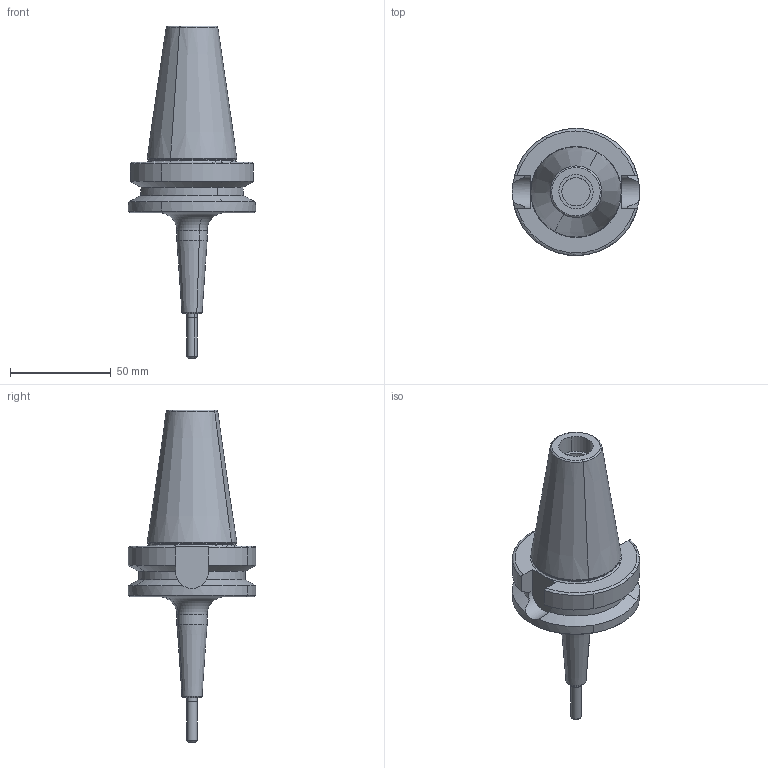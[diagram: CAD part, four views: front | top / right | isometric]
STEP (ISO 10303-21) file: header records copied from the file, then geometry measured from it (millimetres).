
FILE_DESCRIPTION(('Open CASCADE Model'),'2;1');
FILE_NAME('Open CASCADE Shape Model','2021-06-28T09:57:01',('Author'),( 'Open CASCADE'),'Open CASCADE STEP processor 7.5','Open CASCADE 7.5' ,'Unknown');
FILE_SCHEMA(('AUTOMOTIVE_DESIGN { 1 0 10303 214 1 1 1 1 }'));
Length unit declared in the file: millimetre
Products named in the file (3): Open CASCADE STEP translator 7.5 28; Open CASCADE STEP translator 7.5 28.1; 5620054-L.stp
Assembly tree (2 placements, depth 2):
  Open CASCADE STEP translator 7.5 28
    Open CASCADE STEP translator 7.5 28.1
    5620054-L.stp
Bounding box: 63 x 63 x 164.4 mm (x, y, z)
Volume: 135574.8 mm3; surface area: 23483.8 mm2
Topology: 3 solids, 3 shells, 81 faces, 180 edges, 110 vertices
Faces by surface type: cylinder 28, torus 18, cone 18, plane 17
Entity records: 2591 total; most frequent: CARTESIAN_POINT 584, DIRECTION 426, ORIENTED_EDGE 360, AXIS2_PLACEMENT_3D 184, EDGE_CURVE 180, VERTEX_POINT 110, CIRCLE 96, FACE_BOUND 86
